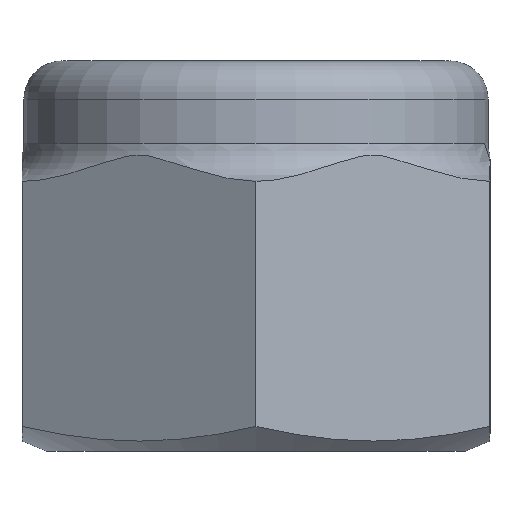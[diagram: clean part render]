
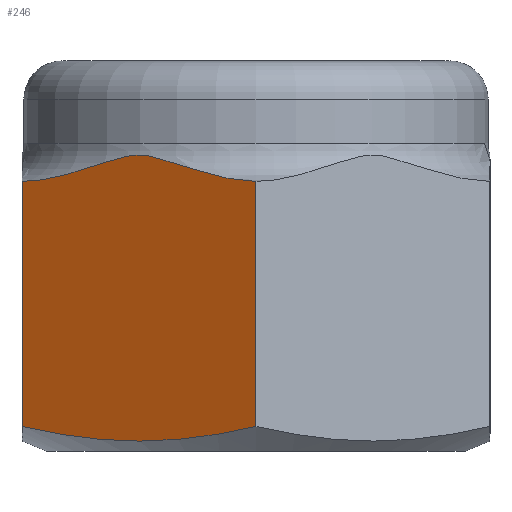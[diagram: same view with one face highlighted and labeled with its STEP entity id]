
A CAD part, left-side view. The second image highlights one B-rep face of the part: STEP entity #246.
In plain terms, the highlighted planar face has unit normal (-0.866, 0.5, 0).
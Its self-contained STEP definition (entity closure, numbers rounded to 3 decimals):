
#10 = CARTESIAN_POINT ( 'NONE',  ( -6.326, 10.043, 12.1 ) ) ;
#18 = LINE ( 'NONE', #168, #530 ) ;
#19 = CARTESIAN_POINT ( 'NONE',  ( -8.089, 6.989, 0.503 ) ) ;
#23 = CARTESIAN_POINT ( 'NONE',  ( -6.062, 10.5, 1.1 ) ) ;
#38 = FACE_OUTER_BOUND ( 'NONE', #680, .T. ) ;
#53 = CARTESIAN_POINT ( 'NONE',  ( -7.843, 7.415, 12.733 ) ) ;
#69 = DIRECTION ( 'NONE',  ( 0.866, -0.5, 0. ) ) ;
#85 = CARTESIAN_POINT ( 'NONE',  ( -6.566, 9.628, 0.897 ) ) ;
#88 = EDGE_CURVE ( 'NONE', #731, #265, #415, .T. ) ;
#93 = DIRECTION ( 'NONE',  ( 0., 0., -1. ) ) ;
#123 = CARTESIAN_POINT ( 'NONE',  ( -11.609, 0.893, 12.157 ) ) ;
#166 = B_SPLINE_CURVE_WITH_KNOTS ( 'NONE', 3,
 ( #411, #356, #226, #693, #421, #557, #19, #764, #85, #563 ),
 .UNSPECIFIED., .F., .F.,
 ( 4, 2, 2, 2, 4 ),
 ( 0., 0.003, 0.006, 0.009, 0.012 ),
 .UNSPECIFIED. ) ;
#168 = CARTESIAN_POINT ( 'NONE',  ( -12.124, 0., 17.5 ) ) ;
#199 = CARTESIAN_POINT ( 'NONE',  ( -10.852, 2.204, 12.456 ) ) ;
#209 = CARTESIAN_POINT ( 'NONE',  ( -8.843, 5.684, 13.281 ) ) ;
#214 = CARTESIAN_POINT ( 'NONE',  ( -8.091, 6.986, 12.886 ) ) ;
#226 = CARTESIAN_POINT ( 'NONE',  ( -11.119, 1.741, 0.732 ) ) ;
#246 = ADVANCED_FACE ( 'NONE', ( #38 ), #331, .F. ) ;
#265 = VERTEX_POINT ( 'NONE', #485 ) ;
#331 = PLANE ( 'NONE',  #699 ) ;
#333 = CARTESIAN_POINT ( 'NONE',  ( -11.864, 0.451, 12.1 ) ) ;
#349 = CARTESIAN_POINT ( 'NONE',  ( -6.062, 10.5, 12.1 ) ) ;
#350 = CARTESIAN_POINT ( 'NONE',  ( -12.124, 0., 1.1 ) ) ;
#356 = CARTESIAN_POINT ( 'NONE',  ( -11.622, 0.87, 0.897 ) ) ;
#382 = ORIENTED_EDGE ( 'NONE', *, *, #804, .T. ) ;
#405 = CARTESIAN_POINT ( 'NONE',  ( -12.124, 0., 12.1 ) ) ;
#411 = CARTESIAN_POINT ( 'NONE',  ( -12.124, 0., 1.1 ) ) ;
#415 = B_SPLINE_CURVE_WITH_KNOTS ( 'NONE', 3,
 ( #793, #333, #123, #466, #199, #867, #737, #461, #464, #538, #610, #209, #863, #214, #53, #676, #601, #550, #10, #349 ),
 .UNSPECIFIED., .F., .F.,
 ( 4, 2, 2, 2, 2, 2, 2, 2, 2, 4 ),
 ( 0., 0.002, 0.003, 0.005, 0.005, 0.006, 0.008, 0.009, 0.011, 0.012 ),
 .UNSPECIFIED. ) ;
#421 = CARTESIAN_POINT ( 'NONE',  ( -9.607, 4.36, 0.444 ) ) ;
#440 = EDGE_CURVE ( 'NONE', #731, #806, #18, .T. ) ;
#461 = CARTESIAN_POINT ( 'NONE',  ( -9.733, 4.143, 13.086 ) ) ;
#464 = CARTESIAN_POINT ( 'NONE',  ( -9.607, 4.359, 13.15 ) ) ;
#466 = CARTESIAN_POINT ( 'NONE',  ( -11.102, 1.77, 12.335 ) ) ;
#485 = CARTESIAN_POINT ( 'NONE',  ( -6.062, 10.5, 12.1 ) ) ;
#499 = ORIENTED_EDGE ( 'NONE', *, *, #88, .T. ) ;
#530 = VECTOR ( 'NONE', #93, 1000. ) ;
#532 = VECTOR ( 'NONE', #620, 1000. ) ;
#538 = CARTESIAN_POINT ( 'NONE',  ( -9.353, 4.8, 13.248 ) ) ;
#549 = ORIENTED_EDGE ( 'NONE', *, *, #840, .F. ) ;
#550 = CARTESIAN_POINT ( 'NONE',  ( -6.584, 9.597, 12.159 ) ) ;
#557 = CARTESIAN_POINT ( 'NONE',  ( -8.596, 6.112, 0.443 ) ) ;
#563 = CARTESIAN_POINT ( 'NONE',  ( -6.062, 10.5, 1.1 ) ) ;
#601 = CARTESIAN_POINT ( 'NONE',  ( -7.093, 8.715, 12.338 ) ) ;
#610 = CARTESIAN_POINT ( 'NONE',  ( -9.225, 5.023, 13.279 ) ) ;
#620 = DIRECTION ( 'NONE',  ( 0., 0., -1. ) ) ;
#641 = LINE ( 'NONE', #824, #532 ) ;
#676 = CARTESIAN_POINT ( 'NONE',  ( -7.344, 8.28, 12.46 ) ) ;
#680 = EDGE_LOOP ( 'NONE', ( #549, #705, #499, #382 ) ) ;
#693 = CARTESIAN_POINT ( 'NONE',  ( -10.112, 3.486, 0.505 ) ) ;
#699 = AXIS2_PLACEMENT_3D ( 'NONE', #876, #69, #800 ) ;
#705 = ORIENTED_EDGE ( 'NONE', *, *, #440, .F. ) ;
#731 = VERTEX_POINT ( 'NONE', #405 ) ;
#737 = CARTESIAN_POINT ( 'NONE',  ( -10.106, 3.496, 12.88 ) ) ;
#764 = CARTESIAN_POINT ( 'NONE',  ( -7.074, 8.747, 0.73 ) ) ;
#793 = CARTESIAN_POINT ( 'NONE',  ( -12.124, 0., 12.1 ) ) ;
#796 = VERTEX_POINT ( 'NONE', #23 ) ;
#800 = DIRECTION ( 'NONE',  ( 0.5, 0.866, 0. ) ) ;
#804 = EDGE_CURVE ( 'NONE', #265, #796, #641, .T. ) ;
#806 = VERTEX_POINT ( 'NONE', #350 ) ;
#824 = CARTESIAN_POINT ( 'NONE',  ( -6.062, 10.5, 17.5 ) ) ;
#840 = EDGE_CURVE ( 'NONE', #806, #796, #166, .T. ) ;
#863 = CARTESIAN_POINT ( 'NONE',  ( -8.59, 6.121, 13.16 ) ) ;
#867 = CARTESIAN_POINT ( 'NONE',  ( -10.353, 3.068, 12.727 ) ) ;
#876 = CARTESIAN_POINT ( 'NONE',  ( -6.062, 10.5, 17.5 ) ) ;
